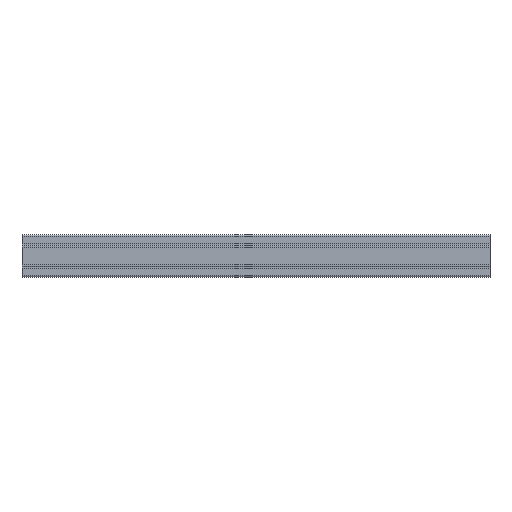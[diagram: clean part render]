
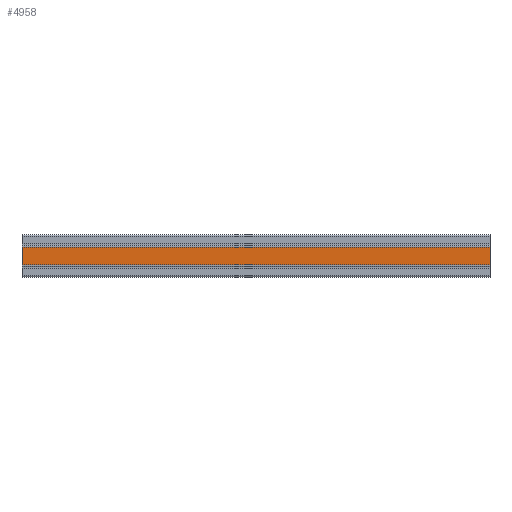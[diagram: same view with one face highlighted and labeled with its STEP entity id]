
A CAD part, top view. The second image highlights one B-rep face of the part: STEP entity #4958.
In plain terms, the highlighted planar face has unit normal (0, 0, 1).
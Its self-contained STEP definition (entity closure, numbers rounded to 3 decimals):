
#430=FACE_OUTER_BOUND('',#674,.T.);
#674=EDGE_LOOP('',(#3897,#3898,#3899,#3900));
#1216=LINE('',#7905,#1806);
#1217=LINE('',#7908,#1807);
#1218=LINE('',#7910,#1808);
#1219=LINE('',#7911,#1809);
#1806=VECTOR('',#6465,10.);
#1807=VECTOR('',#6468,10.);
#1808=VECTOR('',#6469,10.);
#1809=VECTOR('',#6470,10.);
#2309=VERTEX_POINT('',#7901);
#2310=VERTEX_POINT('',#7903);
#2311=VERTEX_POINT('',#7907);
#2312=VERTEX_POINT('',#7909);
#2982=EDGE_CURVE('',#2309,#2310,#1216,.T.);
#2983=EDGE_CURVE('',#2309,#2311,#1217,.T.);
#2984=EDGE_CURVE('',#2312,#2310,#1218,.T.);
#2985=EDGE_CURVE('',#2311,#2312,#1219,.T.);
#3897=ORIENTED_EDGE('',*,*,#2983,.F.);
#3898=ORIENTED_EDGE('',*,*,#2982,.T.);
#3899=ORIENTED_EDGE('',*,*,#2984,.F.);
#3900=ORIENTED_EDGE('',*,*,#2985,.F.);
#4731=PLANE('',#5327);
#4958=ADVANCED_FACE('',(#430),#4731,.T.);
#5327=AXIS2_PLACEMENT_3D('',#7906,#6466,#6467);
#6465=DIRECTION('',(1.,0.,0.));
#6466=DIRECTION('center_axis',(0.,0.,1.));
#6467=DIRECTION('ref_axis',(0.,-1.,0.));
#6468=DIRECTION('',(0.,1.,0.));
#6469=DIRECTION('',(0.,-1.,0.));
#6470=DIRECTION('',(1.,0.,0.));
#7901=CARTESIAN_POINT('',(0.,4.15,30.));
#7903=CARTESIAN_POINT('',(1000.,4.15,30.));
#7905=CARTESIAN_POINT('',(0.,4.15,30.));
#7906=CARTESIAN_POINT('Origin',(0.,40.85,30.));
#7907=CARTESIAN_POINT('',(0.,40.85,30.));
#7908=CARTESIAN_POINT('',(0.,4.15,30.));
#7909=CARTESIAN_POINT('',(1000.,40.85,30.));
#7910=CARTESIAN_POINT('',(1000.,4.15,30.));
#7911=CARTESIAN_POINT('',(0.,40.85,30.));
